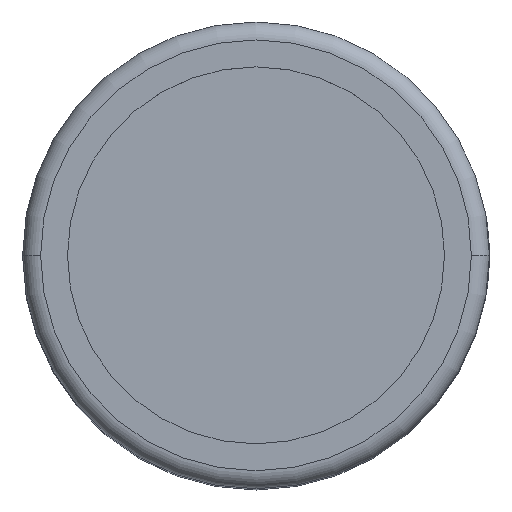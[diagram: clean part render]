
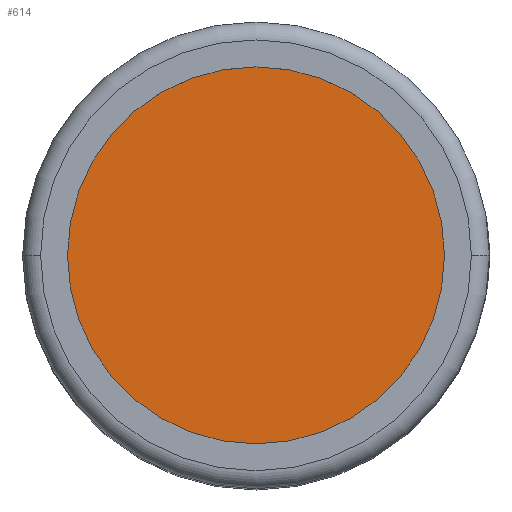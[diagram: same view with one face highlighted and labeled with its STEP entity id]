
A CAD part, top view. The second image highlights one B-rep face of the part: STEP entity #614.
In plain terms, the highlighted planar face has unit normal (0, 0, 1).
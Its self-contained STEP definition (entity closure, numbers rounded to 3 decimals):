
#544=CARTESIAN_POINT('',(5.25,0.0,21.4));
#545=VERTEX_POINT('',#544);
#554=CARTESIAN_POINT('',(-5.25,0.,21.4));
#555=VERTEX_POINT('',#554);
#556=CARTESIAN_POINT('',(0.0,0.0,21.4));
#557=DIRECTION('',(0.0,0.0,-1.0));
#558=DIRECTION('',(1.0,0.0,0.0));
#559=AXIS2_PLACEMENT_3D('',#556,#557,#558);
#560=CIRCLE('',#559,5.25);
#561=EDGE_CURVE('',#545,#555,#560,.T.);
#595=CARTESIAN_POINT('',(0.0,0.0,21.4));
#596=DIRECTION('',(0.0,0.0,-1.0));
#597=DIRECTION('',(1.0,0.0,0.0));
#598=AXIS2_PLACEMENT_3D('',#595,#596,#597);
#599=CIRCLE('',#598,5.25);
#600=EDGE_CURVE('',#555,#545,#599,.T.);
#605=CARTESIAN_POINT('',(0.0,0.0,21.4));
#606=DIRECTION('',(0.0,0.0,1.0));
#607=DIRECTION('',(1.0,0.0,0.0));
#608=AXIS2_PLACEMENT_3D('',#605,#606,#607);
#609=PLANE('',#608);
#610=ORIENTED_EDGE('',*,*,#561,.F.);
#611=ORIENTED_EDGE('',*,*,#600,.F.);
#612=EDGE_LOOP('',(#610,#611));
#613=FACE_OUTER_BOUND('',#612,.T.);
#614=ADVANCED_FACE('',(#613),#609,.T.);
